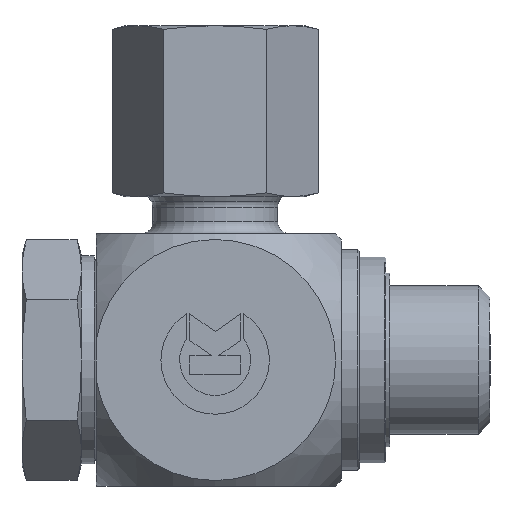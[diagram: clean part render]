
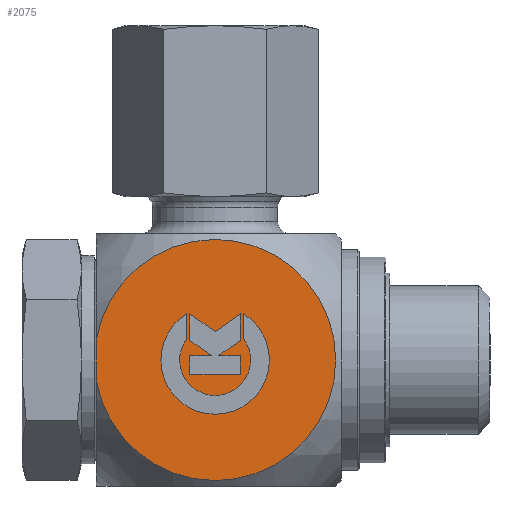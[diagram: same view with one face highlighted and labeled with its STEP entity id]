
A CAD part, left-side view. The second image highlights one B-rep face of the part: STEP entity #2075.
In plain terms, the highlighted planar face has unit normal (-1, 0, 0).
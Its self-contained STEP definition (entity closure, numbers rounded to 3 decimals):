
#1162=CARTESIAN_POINT('',(-8.5,1.917,11.607));
#1163=VERTEX_POINT('',#1162);
#1170=CARTESIAN_POINT('',(-8.5,-1.917,11.607));
#1171=VERTEX_POINT('',#1170);
#1172=CARTESIAN_POINT('',(-8.5,0.,8.5));
#1173=DIRECTION('',(1.0,0.0,0.0));
#1174=DIRECTION('',(0.0,-0.525,-0.851));
#1175=AXIS2_PLACEMENT_3D('',#1172,#1173,#1174);
#1176=CIRCLE('',#1175,3.651);
#1177=EDGE_CURVE('',#1171,#1163,#1176,.T.);
#1202=CARTESIAN_POINT('',(-8.5,-1.917,9.92));
#1203=VERTEX_POINT('',#1202);
#1204=CARTESIAN_POINT('',(-8.5,-1.917,9.92));
#1205=DIRECTION('',(0.0,0.0,1.0));
#1206=VECTOR('',#1205,1.687);
#1207=LINE('',#1204,#1206);
#1208=EDGE_CURVE('',#1203,#1171,#1207,.T.);
#1234=CARTESIAN_POINT('',(-8.5,1.917,9.92));
#1235=VERTEX_POINT('',#1234);
#1236=CARTESIAN_POINT('',(-8.5,0.,8.5));
#1237=DIRECTION('',(-1.0,0.0,0.0));
#1238=DIRECTION('',(0.0,0.804,0.595));
#1239=AXIS2_PLACEMENT_3D('',#1236,#1237,#1238);
#1240=CIRCLE('',#1239,2.385);
#1241=EDGE_CURVE('',#1235,#1203,#1240,.T.);
#1264=CARTESIAN_POINT('',(-8.5,1.917,11.607));
#1265=DIRECTION('',(0.0,0.0,-1.0));
#1266=VECTOR('',#1265,1.687);
#1267=LINE('',#1264,#1266);
#1268=EDGE_CURVE('',#1163,#1235,#1267,.T.);
#1301=CARTESIAN_POINT('',(-8.5,-1.704,7.517));
#1302=VERTEX_POINT('',#1301);
#1309=CARTESIAN_POINT('',(-8.5,-1.704,8.795));
#1310=VERTEX_POINT('',#1309);
#1311=CARTESIAN_POINT('',(-8.5,-1.704,8.795));
#1312=DIRECTION('',(0.0,0.0,-1.0));
#1313=VECTOR('',#1312,1.278);
#1314=LINE('',#1311,#1313);
#1315=EDGE_CURVE('',#1310,#1302,#1314,.T.);
#1340=CARTESIAN_POINT('',(-8.5,-0.244,8.795));
#1341=VERTEX_POINT('',#1340);
#1342=CARTESIAN_POINT('',(-8.5,-0.244,8.795));
#1343=DIRECTION('',(0.0,-1.0,0.0));
#1344=VECTOR('',#1343,1.46);
#1345=LINE('',#1342,#1344);
#1346=EDGE_CURVE('',#1341,#1310,#1345,.T.);
#1371=CARTESIAN_POINT('',(-8.5,-1.704,9.818));
#1372=VERTEX_POINT('',#1371);
#1373=CARTESIAN_POINT('',(-8.5,-1.704,9.818));
#1374=DIRECTION('',(0.0,0.819,-0.574));
#1375=VECTOR('',#1374,1.782);
#1376=LINE('',#1373,#1375);
#1377=EDGE_CURVE('',#1372,#1341,#1376,.T.);
#1402=CARTESIAN_POINT('',(-8.5,-1.704,11.607));
#1403=VERTEX_POINT('',#1402);
#1404=CARTESIAN_POINT('',(-8.5,-1.704,11.607));
#1405=DIRECTION('',(0.0,0.0,-1.0));
#1406=VECTOR('',#1405,1.789);
#1407=LINE('',#1404,#1406);
#1408=EDGE_CURVE('',#1403,#1372,#1407,.T.);
#1433=CARTESIAN_POINT('',(-8.5,0.,10.414));
#1434=VERTEX_POINT('',#1433);
#1435=CARTESIAN_POINT('',(-8.5,0.,10.414));
#1436=DIRECTION('',(0.0,-0.819,0.574));
#1437=VECTOR('',#1436,2.08);
#1438=LINE('',#1435,#1437);
#1439=EDGE_CURVE('',#1434,#1403,#1438,.T.);
#1464=CARTESIAN_POINT('',(-8.5,1.704,11.607));
#1465=VERTEX_POINT('',#1464);
#1466=CARTESIAN_POINT('',(-8.5,1.704,11.607));
#1467=DIRECTION('',(0.0,-0.819,-0.574));
#1468=VECTOR('',#1467,2.08);
#1469=LINE('',#1466,#1468);
#1470=EDGE_CURVE('',#1465,#1434,#1469,.T.);
#1495=CARTESIAN_POINT('',(-8.5,1.704,9.818));
#1496=VERTEX_POINT('',#1495);
#1497=CARTESIAN_POINT('',(-8.5,1.704,9.818));
#1498=DIRECTION('',(0.0,0.0,1.0));
#1499=VECTOR('',#1498,1.789);
#1500=LINE('',#1497,#1499);
#1501=EDGE_CURVE('',#1496,#1465,#1500,.T.);
#1526=CARTESIAN_POINT('',(-8.5,0.244,8.795));
#1527=VERTEX_POINT('',#1526);
#1528=CARTESIAN_POINT('',(-8.5,0.244,8.795));
#1529=DIRECTION('',(0.0,0.819,0.574));
#1530=VECTOR('',#1529,1.782);
#1531=LINE('',#1528,#1530);
#1532=EDGE_CURVE('',#1527,#1496,#1531,.T.);
#1557=CARTESIAN_POINT('',(-8.5,1.704,8.795));
#1558=VERTEX_POINT('',#1557);
#1559=CARTESIAN_POINT('',(-8.5,1.704,8.795));
#1560=DIRECTION('',(0.0,-1.0,0.0));
#1561=VECTOR('',#1560,1.46);
#1562=LINE('',#1559,#1561);
#1563=EDGE_CURVE('',#1558,#1527,#1562,.T.);
#1588=CARTESIAN_POINT('',(-8.5,1.704,7.517));
#1589=VERTEX_POINT('',#1588);
#1590=CARTESIAN_POINT('',(-8.5,1.704,7.517));
#1591=DIRECTION('',(0.0,0.0,1.0));
#1592=VECTOR('',#1591,1.278);
#1593=LINE('',#1590,#1592);
#1594=EDGE_CURVE('',#1589,#1558,#1593,.T.);
#1617=CARTESIAN_POINT('',(-8.5,-1.704,7.517));
#1618=DIRECTION('',(0.0,1.0,0.0));
#1619=VECTOR('',#1618,3.408);
#1620=LINE('',#1617,#1619);
#1621=EDGE_CURVE('',#1302,#1589,#1620,.T.);
#2010=CARTESIAN_POINT('',(-8.5,8.,7.154));
#2011=VERTEX_POINT('',#2010);
#2019=CARTESIAN_POINT('',(-8.5,8.,9.846));
#2020=VERTEX_POINT('',#2019);
#2021=CARTESIAN_POINT('',(-8.5,8.,9.846));
#2022=DIRECTION('',(0.0,0.0,-1.0));
#2023=VECTOR('',#2022,2.693);
#2024=LINE('',#2021,#2023);
#2025=EDGE_CURVE('',#2020,#2011,#2024,.T.);
#2041=CARTESIAN_POINT('',(-8.5,-8.5,0.0));
#2042=DIRECTION('',(-1.0,0.0,0.0));
#2043=DIRECTION('',(0.0,0.0,1.0));
#2044=AXIS2_PLACEMENT_3D('',#2041,#2042,#2043);
#2045=PLANE('',#2044);
#2046=ORIENTED_EDGE('',*,*,#2025,.T.);
#2047=CARTESIAN_POINT('',(-8.5,0.,8.5));
#2048=DIRECTION('',(-1.0,0.0,0.0));
#2049=DIRECTION('',(0.0,0.0,-1.0));
#2050=AXIS2_PLACEMENT_3D('',#2047,#2048,#2049);
#2051=CIRCLE('',#2050,8.112);
#2052=EDGE_CURVE('',#2011,#2020,#2051,.T.);
#2053=ORIENTED_EDGE('',*,*,#2052,.T.);
#2054=EDGE_LOOP('',(#2046,#2053));
#2055=FACE_OUTER_BOUND('',#2054,.T.);
#2056=ORIENTED_EDGE('',*,*,#1177,.T.);
#2057=ORIENTED_EDGE('',*,*,#1268,.T.);
#2058=ORIENTED_EDGE('',*,*,#1241,.T.);
#2059=ORIENTED_EDGE('',*,*,#1208,.T.);
#2060=EDGE_LOOP('',(#2056,#2057,#2058,#2059));
#2061=FACE_BOUND('',#2060,.T.);
#2062=ORIENTED_EDGE('',*,*,#1315,.T.);
#2063=ORIENTED_EDGE('',*,*,#1621,.T.);
#2064=ORIENTED_EDGE('',*,*,#1594,.T.);
#2065=ORIENTED_EDGE('',*,*,#1563,.T.);
#2066=ORIENTED_EDGE('',*,*,#1532,.T.);
#2067=ORIENTED_EDGE('',*,*,#1501,.T.);
#2068=ORIENTED_EDGE('',*,*,#1470,.T.);
#2069=ORIENTED_EDGE('',*,*,#1439,.T.);
#2070=ORIENTED_EDGE('',*,*,#1408,.T.);
#2071=ORIENTED_EDGE('',*,*,#1377,.T.);
#2072=ORIENTED_EDGE('',*,*,#1346,.T.);
#2073=EDGE_LOOP('',(#2062,#2063,#2064,#2065,#2066,#2067,#2068,#2069,#2070,#2071,#2072));
#2074=FACE_BOUND('',#2073,.T.);
#2075=ADVANCED_FACE('',(#2055,#2061,#2074),#2045,.T.);
